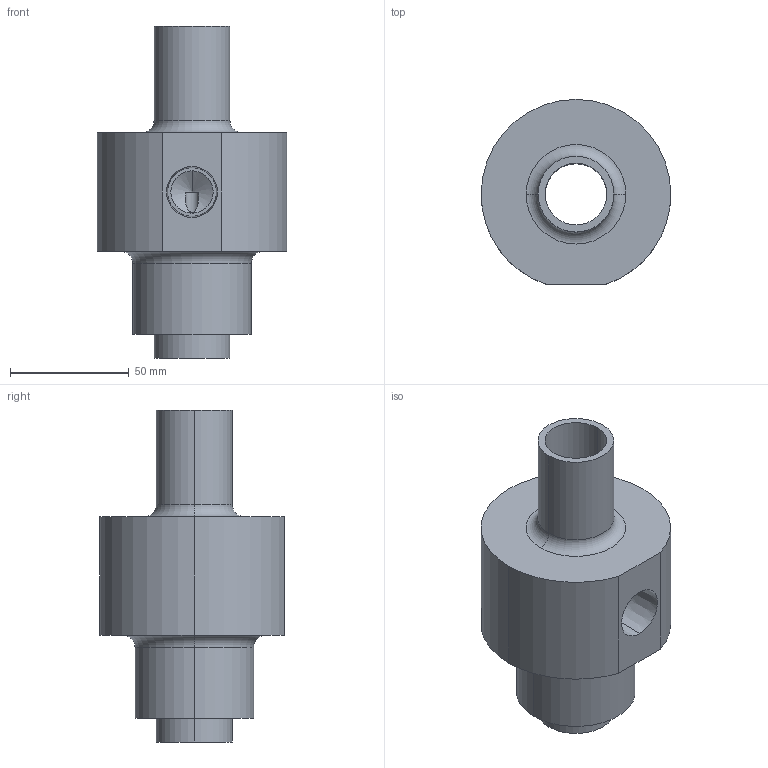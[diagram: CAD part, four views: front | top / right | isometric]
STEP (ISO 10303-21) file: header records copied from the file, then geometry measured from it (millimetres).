
FILE_DESCRIPTION (( 'STEP AP203' ), '1' );
FILE_NAME ('--7860211.STEP', '2015-03-20T18:38:35', ( 'enduser' ), ( '' ), 'SwSTEP 2.0', 'SolidWorks 2014', '' );
FILE_SCHEMA (( 'CONFIG_CONTROL_DESIGN' ));
Length unit declared in the file: millimetre
Products named in the file (1): --7860211
Bounding box: 80 x 78 x 140 mm (x, y, z)
Volume: 272293.8 mm3; surface area: 48502.5 mm2
Topology: 1 solids, 1 shells, 38 faces, 91 edges, 56 vertices
Faces by surface type: cylinder 17, plane 9, torus 8, cone 4
Entity records: 1279 total; most frequent: CARTESIAN_POINT 280, DIRECTION 218, ORIENTED_EDGE 178, AXIS2_PLACEMENT_3D 96, EDGE_CURVE 89, CIRCLE 57, VERTEX_POINT 56, EDGE_LOOP 45
